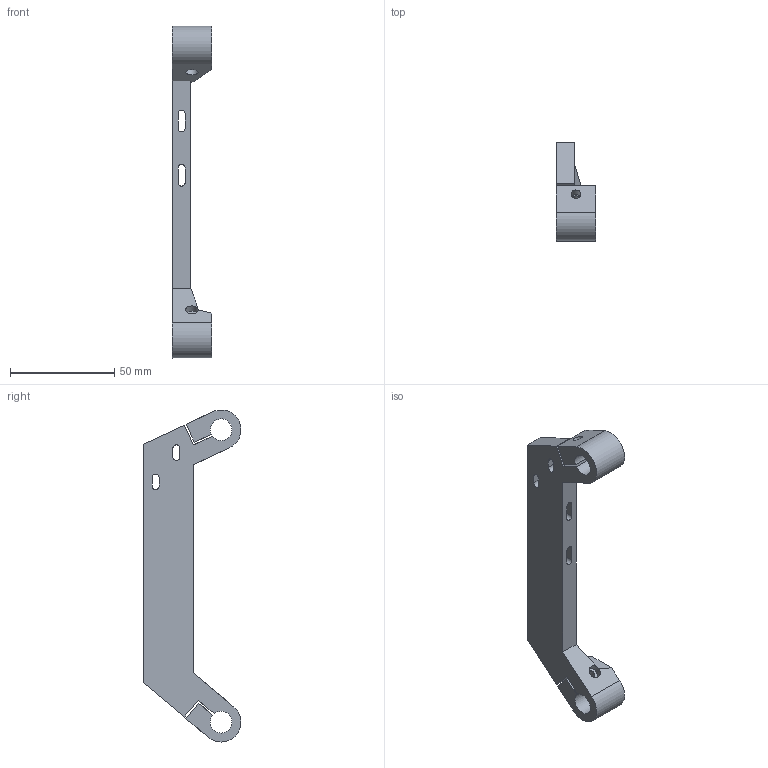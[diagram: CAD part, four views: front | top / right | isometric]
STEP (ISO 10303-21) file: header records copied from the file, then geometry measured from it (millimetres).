
FILE_DESCRIPTION(('FreeCAD Model'),'2;1');
FILE_NAME('Open CASCADE Shape Model','2024-03-25T18:28:49',(''),(''), 'Open CASCADE STEP processor 7.6','FreeCAD','Unknown');
FILE_SCHEMA(('AUTOMOTIVE_DESIGN { 1 0 10303 214 1 1 1 1 }'));
Length unit declared in the file: millimetre
Products named in the file (2): Carrier; Carrier-Body
Assembly tree (1 placements, depth 2):
  Carrier
    Carrier-Body
Bounding box: 19 x 46.9 x 158.96 mm (x, y, z)
Volume: 38203.3 mm3; surface area: 16829 mm2
Topology: 1 solids, 1 shells, 67 faces, 183 edges, 121 vertices
Faces by surface type: plane 41, cylinder 24, cone 2
Full cylindrical faces by diameter (mm): 3.4 x4, 4.5 x2, 6.1 x2
Entity records: 5683 total; most frequent: CARTESIAN_POINT 1930, DIRECTION 704, LINE 442, VECTOR 442, ORIENTED_EDGE 366, PCURVE 366, DEFINITIONAL_REPRESENTATION 366, EDGE_CURVE 183
